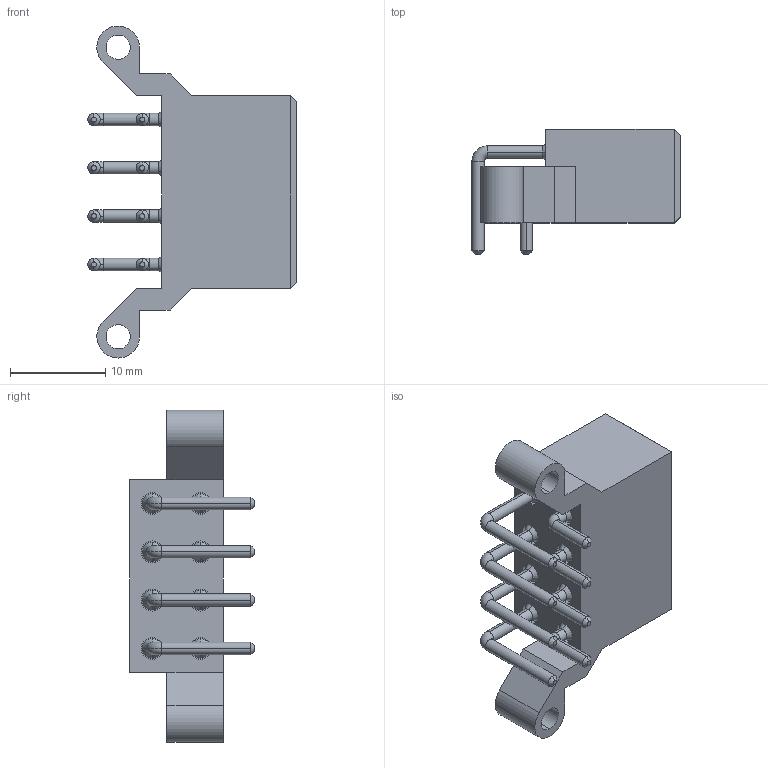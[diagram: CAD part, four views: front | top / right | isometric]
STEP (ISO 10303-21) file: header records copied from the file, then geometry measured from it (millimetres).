
FILE_DESCRIPTION (( 'STEP AP214' ), '1' );
FILE_NAME ('VPN8W8F400A1.STEP', '2007-05-10T17:03:05', ( '' ), ( '' ), 'SwSTEP 2.0', 'SolidWorks 2007', '' );
FILE_SCHEMA (( 'AUTOMOTIVE_DESIGN' ));
Length unit declared in the file: inch
Products named in the file (1): VPN8W8F400A1
Bounding box: 21.91 x 13.13 x 34.9 mm (x, y, z)
Volume: 3130 mm3; surface area: 2519.9 mm2
Topology: 1 solids, 1 shells, 253 faces, 555 edges, 352 vertices
Faces by surface type: cylinder 119, plane 70, cone 48, torus 16
Entity records: 10063 total; most frequent: DIRECTION 1397, CARTESIAN_POINT 1161, ORIENTED_EDGE 1110, AXIS2_PLACEMENT_3D 588, EDGE_CURVE 555, VERTEX_POINT 352, CIRCLE 334, EDGE_LOOP 305
